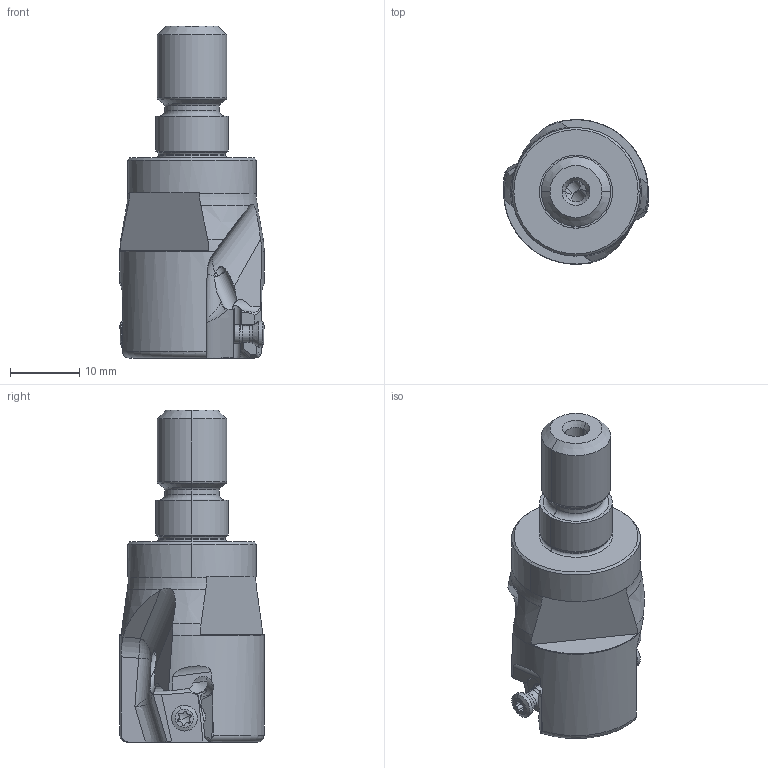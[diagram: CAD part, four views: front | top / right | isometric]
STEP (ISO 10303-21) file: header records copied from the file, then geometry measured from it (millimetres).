
FILE_DESCRIPTION(/* description */ (''),/* implementation_level */ '2;1');
FILE_NAME(/* name */ 'VPX200UR1402AM1030.stp',/* time_stamp */ '2021-09-08T11:38:48+09:00',/* author */ (''),/* organization */ (''),/* preprocessor_version */ 'ST-DEVELOPER v16',/* originating_system */ 'SIEMENS PLM Software NX 10.0',/* authorisation */ '');
FILE_SCHEMA (('AUTOMOTIVE_DESIGN { 1 0 10303 214 3 1 1 1 }'));
Length unit declared in the file: millimetre
Products named in the file (1): VPX200UR1402AM1030_ASM
Bounding box: 20.82 x 20.82 x 47.8 mm (x, y, z)
Volume: 8402 mm3; surface area: 3901.9 mm2
Topology: 3 solids, 3 shells, 257 faces, 754 edges, 503 vertices
Faces by surface type: cylinder 102, plane 67, cone 42, torus 28, extrusion 8, bspline 6, sphere 4
Entity records: 11475 total; most frequent: CARTESIAN_POINT 4644, ORIENTED_EDGE 1484, DIRECTION 1368, EDGE_CURVE 742, AXIS2_PLACEMENT_3D 567, VERTEX_POINT 498, EDGE_LOOP 272, CIRCLE 268
